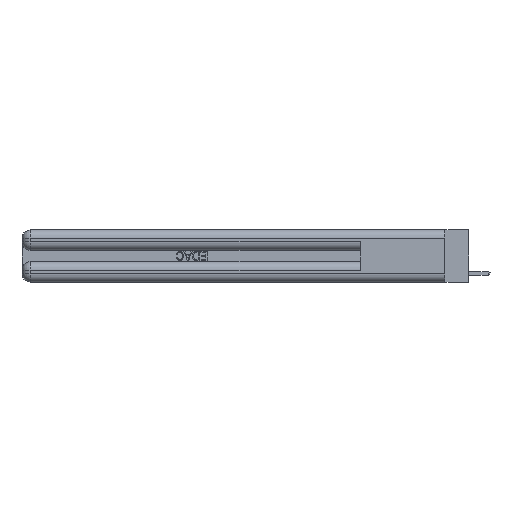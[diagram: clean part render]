
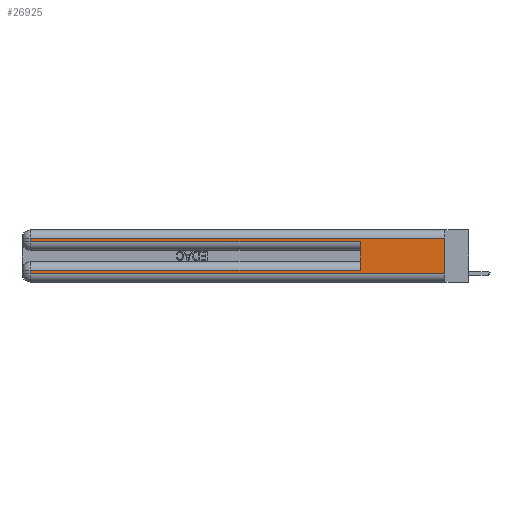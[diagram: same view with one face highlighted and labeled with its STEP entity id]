
A CAD part, left-side view. The second image highlights one B-rep face of the part: STEP entity #26925.
In plain terms, the highlighted planar face has unit normal (-1, 0, 0).
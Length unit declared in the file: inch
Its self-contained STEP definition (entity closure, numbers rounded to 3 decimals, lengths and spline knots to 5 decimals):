
#166 = EDGE_CURVE ( 'NONE', #6973, #840, #540, .T. ) ;
#376 = VERTEX_POINT ( 'NONE', #16570 ) ;
#540 = LINE ( 'NONE', #10765, #13834 ) ;
#840 = VERTEX_POINT ( 'NONE', #24289 ) ;
#1070 = CARTESIAN_POINT ( 'NONE',  ( 0., 0.6, 0.085 ) ) ;
#1142 = LINE ( 'NONE', #8874, #17902 ) ;
#1443 = CARTESIAN_POINT ( 'NONE',  ( 0., 2.94, 0.085 ) ) ;
#2766 = VECTOR ( 'NONE', #11409, 39.37008 ) ;
#2838 = CARTESIAN_POINT ( 'NONE',  ( 0., 0., 0.06 ) ) ;
#2998 = VERTEX_POINT ( 'NONE', #7617 ) ;
#3880 = VECTOR ( 'NONE', #22052, 39.37008 ) ;
#4398 = ORIENTED_EDGE ( 'NONE', *, *, #10929, .T. ) ;
#5037 = LINE ( 'NONE', #18505, #17036 ) ;
#6710 = CARTESIAN_POINT ( 'NONE',  ( 0., 0.6, 0.145 ) ) ;
#6892 = LINE ( 'NONE', #13312, #24058 ) ;
#6973 = VERTEX_POINT ( 'NONE', #1443 ) ;
#7151 = ORIENTED_EDGE ( 'NONE', *, *, #10900, .T. ) ;
#7430 = ORIENTED_EDGE ( 'NONE', *, *, #9953, .T. ) ;
#7617 = CARTESIAN_POINT ( 'NONE',  ( 0., 0., 0.31 ) ) ;
#7951 = PLANE ( 'NONE',  #16853 ) ;
#8059 = CARTESIAN_POINT ( 'NONE',  ( 0., 0., 0.31 ) ) ;
#8874 = CARTESIAN_POINT ( 'NONE',  ( 0., 2.94, 0.37 ) ) ;
#9598 = DIRECTION ( 'NONE',  ( 0., 0., -1. ) ) ;
#9953 = EDGE_CURVE ( 'NONE', #13665, #376, #1142, .T. ) ;
#10154 = DIRECTION ( 'NONE',  ( 1., 0., 0. ) ) ;
#10413 = CARTESIAN_POINT ( 'NONE',  ( 0., 2.94, 0.31 ) ) ;
#10765 = CARTESIAN_POINT ( 'NONE',  ( 0., 2.94, 0.37 ) ) ;
#10900 = EDGE_CURVE ( 'NONE', #15657, #6973, #6892, .T. ) ;
#10929 = EDGE_CURVE ( 'NONE', #840, #18323, #26828, .T. ) ;
#11409 = DIRECTION ( 'NONE',  ( 0., -1., 0. ) ) ;
#11467 = ORIENTED_EDGE ( 'NONE', *, *, #20259, .F. ) ;
#13307 = EDGE_CURVE ( 'NONE', #376, #20305, #25758, .T. ) ;
#13312 = CARTESIAN_POINT ( 'NONE',  ( 0., 0., 0.085 ) ) ;
#13340 = DIRECTION ( 'NONE',  ( 0., 0., -1. ) ) ;
#13665 = VERTEX_POINT ( 'NONE', #10413 ) ;
#13834 = VECTOR ( 'NONE', #9598, 39.37008 ) ;
#14090 = LINE ( 'NONE', #6710, #3880 ) ;
#14897 = EDGE_LOOP ( 'NONE', ( #11467, #15479, #7430, #27647, #16945, #7151, #27855, #4398 ) ) ;
#14930 = CARTESIAN_POINT ( 'NONE',  ( 0., 0., 0.37 ) ) ;
#15183 = FACE_OUTER_BOUND ( 'NONE', #14897, .T. ) ;
#15479 = ORIENTED_EDGE ( 'NONE', *, *, #16571, .T. ) ;
#15657 = VERTEX_POINT ( 'NONE', #1070 ) ;
#16003 = VECTOR ( 'NONE', #27601, 39.37008 ) ;
#16571 = EDGE_CURVE ( 'NONE', #2998, #13665, #19493, .T. ) ;
#16570 = CARTESIAN_POINT ( 'NONE',  ( 0., 2.94, 0.285 ) ) ;
#16778 = CARTESIAN_POINT ( 'NONE',  ( 0., 0., 0.06 ) ) ;
#16853 = AXIS2_PLACEMENT_3D ( 'NONE', #14930, #10154, #25571 ) ;
#16945 = ORIENTED_EDGE ( 'NONE', *, *, #27615, .F. ) ;
#17036 = VECTOR ( 'NONE', #20663, 39.37008 ) ;
#17902 = VECTOR ( 'NONE', #13340, 39.37008 ) ;
#18323 = VERTEX_POINT ( 'NONE', #16778 ) ;
#18505 = CARTESIAN_POINT ( 'NONE',  ( 0., 0., 0.37 ) ) ;
#19493 = LINE ( 'NONE', #8059, #16003 ) ;
#19931 = DIRECTION ( 'NONE',  ( 0., 1., 0. ) ) ;
#20259 = EDGE_CURVE ( 'NONE', #2998, #18323, #5037, .T. ) ;
#20305 = VERTEX_POINT ( 'NONE', #28176 ) ;
#20663 = DIRECTION ( 'NONE',  ( 0., 0., -1. ) ) ;
#22052 = DIRECTION ( 'NONE',  ( 0., 0., 1. ) ) ;
#22968 = VECTOR ( 'NONE', #27598, 39.37008 ) ;
#24058 = VECTOR ( 'NONE', #19931, 39.37008 ) ;
#24289 = CARTESIAN_POINT ( 'NONE',  ( 0., 2.94, 0.06 ) ) ;
#25571 = DIRECTION ( 'NONE',  ( 0., 0., -1. ) ) ;
#25758 = LINE ( 'NONE', #27902, #22968 ) ;
#26828 = LINE ( 'NONE', #2838, #2766 ) ;
#26925 = ADVANCED_FACE ( 'NONE', ( #15183 ), #7951, .F. ) ;
#27598 = DIRECTION ( 'NONE',  ( 0., -1., 0. ) ) ;
#27601 = DIRECTION ( 'NONE',  ( 0., 1., 0. ) ) ;
#27615 = EDGE_CURVE ( 'NONE', #15657, #20305, #14090, .T. ) ;
#27647 = ORIENTED_EDGE ( 'NONE', *, *, #13307, .T. ) ;
#27855 = ORIENTED_EDGE ( 'NONE', *, *, #166, .T. ) ;
#27902 = CARTESIAN_POINT ( 'NONE',  ( 0., 0., 0.285 ) ) ;
#28176 = CARTESIAN_POINT ( 'NONE',  ( 0., 0.6, 0.285 ) ) ;
